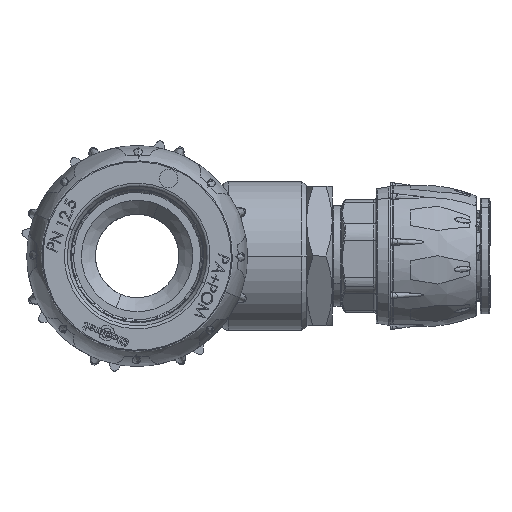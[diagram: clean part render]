
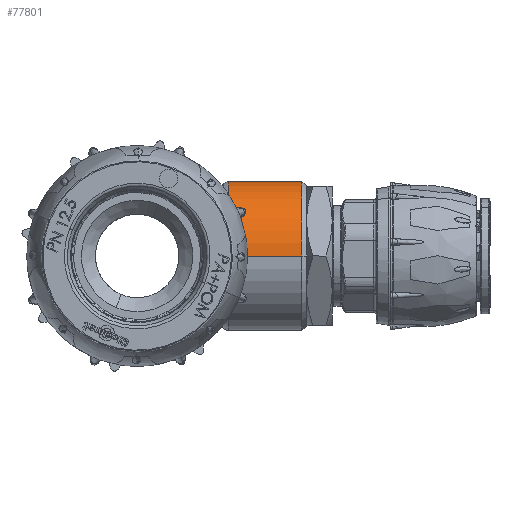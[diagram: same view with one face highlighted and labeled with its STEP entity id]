
A CAD part, left-side view. The second image highlights one B-rep face of the part: STEP entity #77801.
In plain terms, the highlighted cylindrical face has radius 16 mm (diameter 32 mm), a partial arc.
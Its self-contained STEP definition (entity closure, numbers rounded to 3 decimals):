
#2948 = CIRCLE ( 'NONE', #33031, 16. ) ;
#11367 = ORIENTED_EDGE ( 'NONE', *, *, #79698, .T. ) ;
#22205 = CIRCLE ( 'NONE', #147973, 16. ) ;
#23252 = VERTEX_POINT ( 'NONE', #164100 ) ;
#23861 = FACE_OUTER_BOUND ( 'NONE', #164222, .T. ) ;
#25437 = CARTESIAN_POINT ( 'NONE',  ( 132.746, 26.089, -25. ) ) ;
#25697 = DIRECTION ( 'NONE',  ( -1., 0., 0. ) ) ;
#33031 = AXIS2_PLACEMENT_3D ( 'NONE', #174042, #73052, #169117 ) ;
#36775 = DIRECTION ( 'NONE',  ( -1., 0., 0. ) ) ;
#38181 = CARTESIAN_POINT ( 'NONE',  ( 132.746, 26.089, -25. ) ) ;
#46694 = DIRECTION ( 'NONE',  ( 0., 1., 0. ) ) ;
#52357 = VECTOR ( 'NONE', #137848, 1000. ) ;
#54551 = CARTESIAN_POINT ( 'NONE',  ( 100.746, 41.891, -25. ) ) ;
#58871 = VERTEX_POINT ( 'NONE', #25437 ) ;
#64270 = AXIS2_PLACEMENT_3D ( 'NONE', #96178, #138543, #25697 ) ;
#67507 = DIRECTION ( 'NONE',  ( 0., 1., 0. ) ) ;
#70753 = CYLINDRICAL_SURFACE ( 'NONE', #64270, 16. ) ;
#73052 = DIRECTION ( 'NONE',  ( 0., 1., 0. ) ) ;
#73919 = DIRECTION ( 'NONE',  ( 0., 0., 1. ) ) ;
#74143 = EDGE_CURVE ( 'NONE', #182081, #58871, #172415, .T. ) ;
#77166 = CARTESIAN_POINT ( 'NONE',  ( 116.746, 41.891, -25. ) ) ;
#77801 = ADVANCED_FACE ( 'NONE', ( #23861 ), #70753, .T. ) ;
#79698 = EDGE_CURVE ( 'NONE', #58871, #23252, #125551, .T. ) ;
#80754 = EDGE_CURVE ( 'NONE', #182081, #102235, #90122, .T. ) ;
#84743 = CARTESIAN_POINT ( 'NONE',  ( 116.746, 41.891, -9. ) ) ;
#90122 = LINE ( 'NONE', #147531, #178679 ) ;
#94217 = AXIS2_PLACEMENT_3D ( 'NONE', #174607, #46694, #73919 ) ;
#96178 = CARTESIAN_POINT ( 'NONE',  ( 116.746, 26.089, -25. ) ) ;
#100060 = VERTEX_POINT ( 'NONE', #84743 ) ;
#102235 = VERTEX_POINT ( 'NONE', #54551 ) ;
#113679 = CARTESIAN_POINT ( 'NONE',  ( 100.746, 26.089, -25. ) ) ;
#114678 = ORIENTED_EDGE ( 'NONE', *, *, #163436, .F. ) ;
#125551 = LINE ( 'NONE', #38181, #52357 ) ;
#137848 = DIRECTION ( 'NONE',  ( 0., 1., 0. ) ) ;
#138543 = DIRECTION ( 'NONE',  ( 0., 1., 0. ) ) ;
#147531 = CARTESIAN_POINT ( 'NONE',  ( 100.746, 26.089, -25. ) ) ;
#147973 = AXIS2_PLACEMENT_3D ( 'NONE', #77166, #162829, #36775 ) ;
#149836 = EDGE_CURVE ( 'NONE', #100060, #23252, #2948, .T. ) ;
#162829 = DIRECTION ( 'NONE',  ( 0., 1., 0. ) ) ;
#163436 = EDGE_CURVE ( 'NONE', #102235, #100060, #22205, .T. ) ;
#164100 = CARTESIAN_POINT ( 'NONE',  ( 132.746, 41.891, -25. ) ) ;
#164222 = EDGE_LOOP ( 'NONE', ( #171713, #11367, #173049, #114678, #168300 ) ) ;
#168300 = ORIENTED_EDGE ( 'NONE', *, *, #80754, .F. ) ;
#169117 = DIRECTION ( 'NONE',  ( -1., 0., 0. ) ) ;
#171713 = ORIENTED_EDGE ( 'NONE', *, *, #74143, .T. ) ;
#172415 = CIRCLE ( 'NONE', #94217, 16. ) ;
#173049 = ORIENTED_EDGE ( 'NONE', *, *, #149836, .F. ) ;
#174042 = CARTESIAN_POINT ( 'NONE',  ( 116.746, 41.891, -25. ) ) ;
#174607 = CARTESIAN_POINT ( 'NONE',  ( 116.746, 26.089, -25. ) ) ;
#178679 = VECTOR ( 'NONE', #67507, 1000. ) ;
#182081 = VERTEX_POINT ( 'NONE', #113679 ) ;
